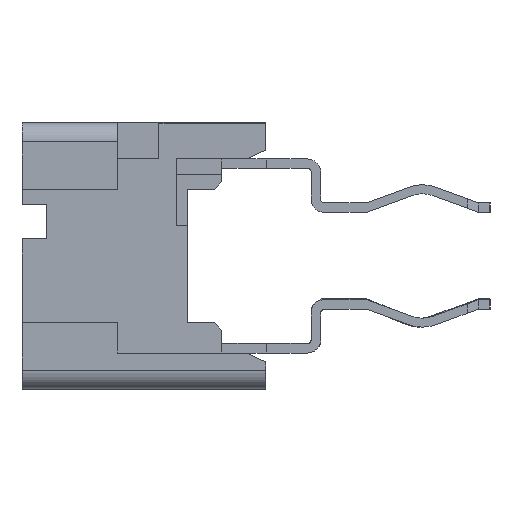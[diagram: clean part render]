
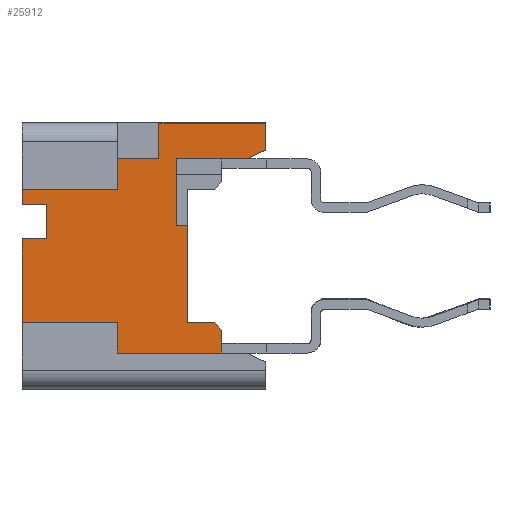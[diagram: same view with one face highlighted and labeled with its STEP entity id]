
A CAD part, left-side view. The second image highlights one B-rep face of the part: STEP entity #25912.
In plain terms, the highlighted planar face has unit normal (-1, 0, 0).
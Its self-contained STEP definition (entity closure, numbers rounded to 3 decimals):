
#27=DIRECTION('',(0.,0.,-1.));
#28=VECTOR('',#27,0.694);
#29=CARTESIAN_POINT('',(-16.145,0.,3.477));
#30=LINE('',#29,#28);
#89=DIRECTION('',(0.,1.,0.));
#90=VECTOR('',#89,0.7);
#91=CARTESIAN_POINT('',(-16.145,1.35,-1.75));
#92=LINE('',#91,#90);
#289=DIRECTION('',(0.,0.,1.));
#290=VECTOR('',#289,0.927);
#291=CARTESIAN_POINT('',(-16.145,2.8,2.55));
#292=LINE('',#291,#290);
#293=DIRECTION('',(0.,-1.,0.));
#294=VECTOR('',#293,2.8);
#295=CARTESIAN_POINT('',(-16.145,2.8,3.477));
#296=LINE('',#295,#294);
#297=DIRECTION('',(0.,0.,-1.));
#298=VECTOR('',#297,1.75);
#299=CARTESIAN_POINT('',(-16.145,2.35,2.55));
#300=LINE('',#299,#298);
#301=DIRECTION('',(0.,1.,0.));
#302=VECTOR('',#301,0.3);
#303=CARTESIAN_POINT('',(-16.145,2.05,0.8));
#304=LINE('',#303,#302);
#305=DIRECTION('',(0.,0.,-1.));
#306=VECTOR('',#305,2.55);
#307=CARTESIAN_POINT('',(-16.145,2.05,0.8));
#308=LINE('',#307,#306);
#309=DIRECTION('',(0.,-1.,0.));
#310=VECTOR('',#309,2.75);
#311=CARTESIAN_POINT('',(-16.145,3.9,-2.55));
#312=LINE('',#311,#310);
#313=DIRECTION('',(0.,0.,-1.));
#314=VECTOR('',#313,0.8);
#315=CARTESIAN_POINT('',(-16.145,3.9,-1.75));
#316=LINE('',#315,#314);
#317=DIRECTION('',(0.,1.,0.));
#318=VECTOR('',#317,2.5);
#319=CARTESIAN_POINT('',(-16.145,3.9,-1.75));
#320=LINE('',#319,#318);
#321=DIRECTION('',(0.,-1.,0.));
#322=VECTOR('',#321,0.65);
#323=CARTESIAN_POINT('',(-16.145,6.4,0.45));
#324=LINE('',#323,#322);
#325=DIRECTION('',(0.,0.,-1.));
#326=VECTOR('',#325,0.9);
#327=CARTESIAN_POINT('',(-16.145,5.75,1.35));
#328=LINE('',#327,#326);
#329=DIRECTION('',(0.,-1.,0.));
#330=VECTOR('',#329,0.65);
#331=CARTESIAN_POINT('',(-16.145,6.4,1.35));
#332=LINE('',#331,#330);
#333=DIRECTION('',(0.,-1.,0.));
#334=VECTOR('',#333,1.1);
#335=CARTESIAN_POINT('',(-16.145,3.9,2.55));
#336=LINE('',#335,#334);
#376=DIRECTION('',(0.,0.,-1.));
#377=VECTOR('',#376,0.8);
#378=CARTESIAN_POINT('',(-16.145,3.9,2.55));
#379=LINE('',#378,#377);
#708=DIRECTION('',(0.,0.,-1.));
#709=VECTOR('',#708,0.6);
#710=CARTESIAN_POINT('',(-16.145,1.15,-1.95));
#711=LINE('',#710,#709);
#980=DIRECTION('',(0.,-0.707,-0.707));
#981=VECTOR('',#980,0.283);
#982=CARTESIAN_POINT('',(-16.145,1.35,-1.75));
#983=LINE('',#982,#981);
#3096=DIRECTION('',(0.,1.,0.));
#3097=VECTOR('',#3096,2.5);
#3098=CARTESIAN_POINT('',(-16.145,3.9,1.75));
#3099=LINE('',#3098,#3097);
#3328=DIRECTION('',(0.,1.,0.));
#3329=VECTOR('',#3328,1.85);
#3330=CARTESIAN_POINT('',(-16.145,0.5,2.55));
#3331=LINE('',#3330,#3329);
#4464=DIRECTION('',(0.,0.906,-0.423));
#4465=VECTOR('',#4464,0.552);
#4466=CARTESIAN_POINT('',(-16.145,0.,2.783));
#4467=LINE('',#4466,#4465);
#4536=DIRECTION('',(0.,0.,1.));
#4537=VECTOR('',#4536,2.2);
#4538=CARTESIAN_POINT('',(-16.145,6.4,-1.75));
#4539=LINE('',#4538,#4537);
#4628=DIRECTION('',(0.,0.,1.));
#4629=VECTOR('',#4628,0.4);
#4630=CARTESIAN_POINT('',(-16.145,6.4,1.35));
#4631=LINE('',#4630,#4629);
#19451=CARTESIAN_POINT('',(-16.145,6.4,-1.75));
#19452=VERTEX_POINT('',#19451);
#19453=CARTESIAN_POINT('',(-16.145,6.4,1.75));
#19455=VERTEX_POINT('',#19453);
#19475=CARTESIAN_POINT('',(-16.145,6.4,0.45));
#19477=VERTEX_POINT('',#19475);
#19479=CARTESIAN_POINT('',(-16.145,6.4,1.35));
#19480=CARTESIAN_POINT('',(-16.145,5.75,1.35));
#19481=VERTEX_POINT('',#19479);
#19482=VERTEX_POINT('',#19480);
#19483=CARTESIAN_POINT('',(-16.145,5.75,0.45));
#19484=VERTEX_POINT('',#19483);
#19597=CARTESIAN_POINT('',(-16.145,3.9,-1.75));
#19598=VERTEX_POINT('',#19597);
#19599=CARTESIAN_POINT('',(-16.145,3.9,-2.55));
#19600=VERTEX_POINT('',#19599);
#19733=CARTESIAN_POINT('',(-16.145,2.05,0.8));
#19734=CARTESIAN_POINT('',(-16.145,2.05,-1.75));
#19735=VERTEX_POINT('',#19733);
#19736=VERTEX_POINT('',#19734);
#19995=CARTESIAN_POINT('',(-16.145,0.,3.477));
#19996=CARTESIAN_POINT('',(-16.145,0.,2.783));
#19997=VERTEX_POINT('',#19995);
#19998=VERTEX_POINT('',#19996);
#20027=CARTESIAN_POINT('',(-16.145,2.35,0.8));
#20028=VERTEX_POINT('',#20027);
#20035=CARTESIAN_POINT('',(-16.145,1.35,-1.75));
#20036=VERTEX_POINT('',#20035);
#20037=CARTESIAN_POINT('',(-16.145,1.15,-1.95));
#20038=VERTEX_POINT('',#20037);
#20039=CARTESIAN_POINT('',(-16.145,1.15,-2.55));
#20040=VERTEX_POINT('',#20039);
#20129=CARTESIAN_POINT('',(-16.145,3.9,2.55));
#20130=VERTEX_POINT('',#20129);
#20131=CARTESIAN_POINT('',(-16.145,2.8,2.55));
#20132=VERTEX_POINT('',#20131);
#20134=CARTESIAN_POINT('',(-16.145,3.9,1.75));
#20136=VERTEX_POINT('',#20134);
#20137=CARTESIAN_POINT('',(-16.145,0.5,2.55));
#20138=VERTEX_POINT('',#20137);
#20139=CARTESIAN_POINT('',(-16.145,2.35,2.55));
#20140=VERTEX_POINT('',#20139);
#20141=CARTESIAN_POINT('',(-16.145,2.8,3.477));
#20142=VERTEX_POINT('',#20141);
#25865=CARTESIAN_POINT('',(-16.145,0.,-1.75));
#25866=DIRECTION('',(-1.,0.,0.));
#25867=DIRECTION('',(0.,0.,1.));
#25868=AXIS2_PLACEMENT_3D('',#25865,#25866,#25867);
#25869=PLANE('',#25868);
#25871=ORIENTED_EDGE('',*,*,#25870,.T.);
#25873=ORIENTED_EDGE('',*,*,#25872,.T.);
#25874=ORIENTED_EDGE('',*,*,#25576,.T.);
#25876=ORIENTED_EDGE('',*,*,#25875,.T.);
#25878=ORIENTED_EDGE('',*,*,#25877,.T.);
#25880=ORIENTED_EDGE('',*,*,#25879,.T.);
#25882=ORIENTED_EDGE('',*,*,#25881,.F.);
#25884=ORIENTED_EDGE('',*,*,#25883,.T.);
#25885=ORIENTED_EDGE('',*,*,#25666,.F.);
#25887=ORIENTED_EDGE('',*,*,#25886,.T.);
#25889=ORIENTED_EDGE('',*,*,#25888,.T.);
#25891=ORIENTED_EDGE('',*,*,#25890,.F.);
#25892=ORIENTED_EDGE('',*,*,#25620,.F.);
#25893=ORIENTED_EDGE('',*,*,#25632,.T.);
#25895=ORIENTED_EDGE('',*,*,#25894,.T.);
#25897=ORIENTED_EDGE('',*,*,#25896,.T.);
#25899=ORIENTED_EDGE('',*,*,#25898,.F.);
#25901=ORIENTED_EDGE('',*,*,#25900,.F.);
#25903=ORIENTED_EDGE('',*,*,#25902,.T.);
#25905=ORIENTED_EDGE('',*,*,#25904,.F.);
#25907=ORIENTED_EDGE('',*,*,#25906,.F.);
#25909=ORIENTED_EDGE('',*,*,#25908,.T.);
#25910=EDGE_LOOP('',(#25871,#25873,#25874,#25876,#25878,#25880,#25882,#25884,
#25885,#25887,#25889,#25891,#25892,#25893,#25895,#25897,#25899,#25901,#25903,
#25905,#25907,#25909));
#25911=FACE_OUTER_BOUND('',#25910,.F.);
#25912=ADVANCED_FACE('',(#25911),#25869,.T.);
#25576=EDGE_CURVE('',#19997,#19998,#30,.T.);
#25620=EDGE_CURVE('',#19598,#19600,#316,.T.);
#25632=EDGE_CURVE('',#19598,#19452,#320,.T.);
#25666=EDGE_CURVE('',#20036,#19736,#92,.T.);
#25870=EDGE_CURVE('',#20132,#20142,#292,.T.);
#25872=EDGE_CURVE('',#20142,#19997,#296,.T.);
#25875=EDGE_CURVE('',#19998,#20138,#4467,.T.);
#25877=EDGE_CURVE('',#20138,#20140,#3331,.T.);
#25879=EDGE_CURVE('',#20140,#20028,#300,.T.);
#25881=EDGE_CURVE('',#19735,#20028,#304,.T.);
#25883=EDGE_CURVE('',#19735,#19736,#308,.T.);
#25886=EDGE_CURVE('',#20036,#20038,#983,.T.);
#25888=EDGE_CURVE('',#20038,#20040,#711,.T.);
#25890=EDGE_CURVE('',#19600,#20040,#312,.T.);
#25894=EDGE_CURVE('',#19452,#19477,#4539,.T.);
#25896=EDGE_CURVE('',#19477,#19484,#324,.T.);
#25898=EDGE_CURVE('',#19482,#19484,#328,.T.);
#25900=EDGE_CURVE('',#19481,#19482,#332,.T.);
#25902=EDGE_CURVE('',#19481,#19455,#4631,.T.);
#25904=EDGE_CURVE('',#20136,#19455,#3099,.T.);
#25906=EDGE_CURVE('',#20130,#20136,#379,.T.);
#25908=EDGE_CURVE('',#20130,#20132,#336,.T.);
